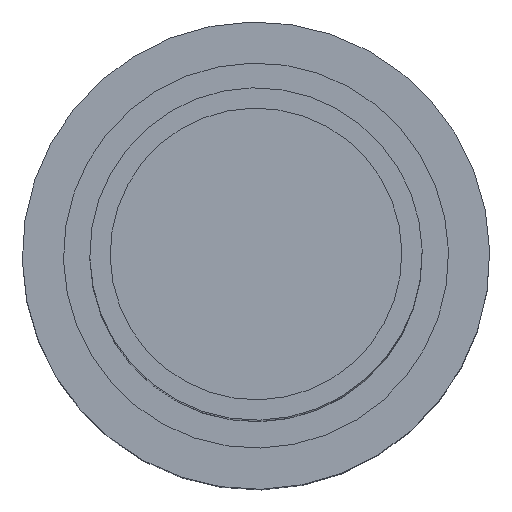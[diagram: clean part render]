
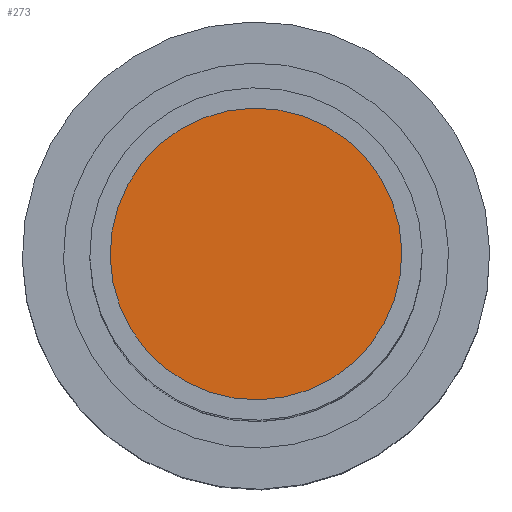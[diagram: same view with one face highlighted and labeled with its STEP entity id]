
A CAD part, top view. The second image highlights one B-rep face of the part: STEP entity #273.
In plain terms, the highlighted planar face has unit normal (0, 0, 1).
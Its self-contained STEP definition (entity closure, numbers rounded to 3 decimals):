
#244=AXIS2_PLACEMENT_3D('Plane Axis2P3D',#241,#242,#243) ;
#252=AXIS2_PLACEMENT_3D('Circle Axis2P3D',#250,#251,$) ;
#261=AXIS2_PLACEMENT_3D('Circle Axis2P3D',#259,#260,$) ;
#241=CARTESIAN_POINT('Axis2P3D Location',(0.,16.,130.)) ;
#250=CARTESIAN_POINT('Axis2P3D Location',(0.,0.,130.)) ;
#254=CARTESIAN_POINT('Vertex',(-6.732,-12.322,130.)) ;
#256=CARTESIAN_POINT('Vertex',(6.732,12.322,130.)) ;
#259=CARTESIAN_POINT('Axis2P3D Location',(0.,0.,130.)) ;
#242=DIRECTION('Axis2P3D Direction',(0.,0.,-1.)) ;
#243=DIRECTION('Axis2P3D XDirection',(0.,1.,0.)) ;
#251=DIRECTION('Axis2P3D Direction',(0.,0.,-1.)) ;
#260=DIRECTION('Axis2P3D Direction',(0.,0.,-1.)) ;
#270=ORIENTED_EDGE('',*,*,#263,.F.) ;
#271=ORIENTED_EDGE('',*,*,#258,.F.) ;
#273=ADVANCED_FACE('NO_CUT',(#272),#245,.F.) ;
#253=CIRCLE('generated circle',#252,14.041) ;
#262=CIRCLE('generated circle',#261,14.041) ;
#258=EDGE_CURVE('',#255,#257,#253,.T.) ;
#263=EDGE_CURVE('',#257,#255,#262,.T.) ;
#269=EDGE_LOOP('',(#270,#271)) ;
#272=FACE_OUTER_BOUND('',#269,.T.) ;
#245=PLANE('Plane',#244) ;
#255=VERTEX_POINT('',#254) ;
#257=VERTEX_POINT('',#256) ;
